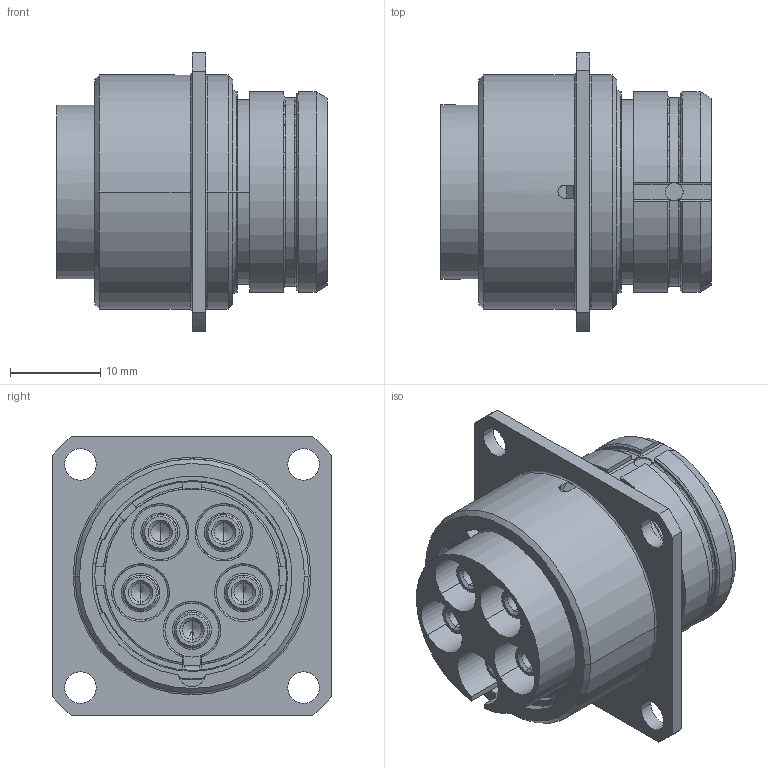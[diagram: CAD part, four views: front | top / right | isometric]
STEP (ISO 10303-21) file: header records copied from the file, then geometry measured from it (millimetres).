
FILE_DESCRIPTION((''),'2;1');
FILE_NAME('1331E405AFS_SW0001','2023-05-05T11:40:42',('paultorloting'),('NET AG system integration'),'CREO PARAMETRIC BY PTC INC, 2021404','CREO PARAMETRIC BY PTC INC, 2021404','');
FILE_SCHEMA(('AUTOMOTIVE_DESIGN { 1 0 10303 214 1 1 1 1 }'));
Length unit declared in the file: millimetre
Products named in the file (1): 1331E405AFS_SW0001
Bounding box: 30 x 31 x 31 mm (x, y, z)
Volume: 9913.9 mm3; surface area: 11546.3 mm2
Topology: 1 solids, 6 shells, 503 faces, 1285 edges, 802 vertices
Faces by surface type: cylinder 188, plane 180, torus 76, cone 59
Entity records: 20218 total; most frequent: CARTESIAN_POINT 4044, DIRECTION 2810, ORIENTED_EDGE 2530, EDGE_CURVE 1265, AXIS2_PLACEMENT_3D 1142, VERTEX_POINT 802, CIRCLE 629, EDGE_LOOP 567
